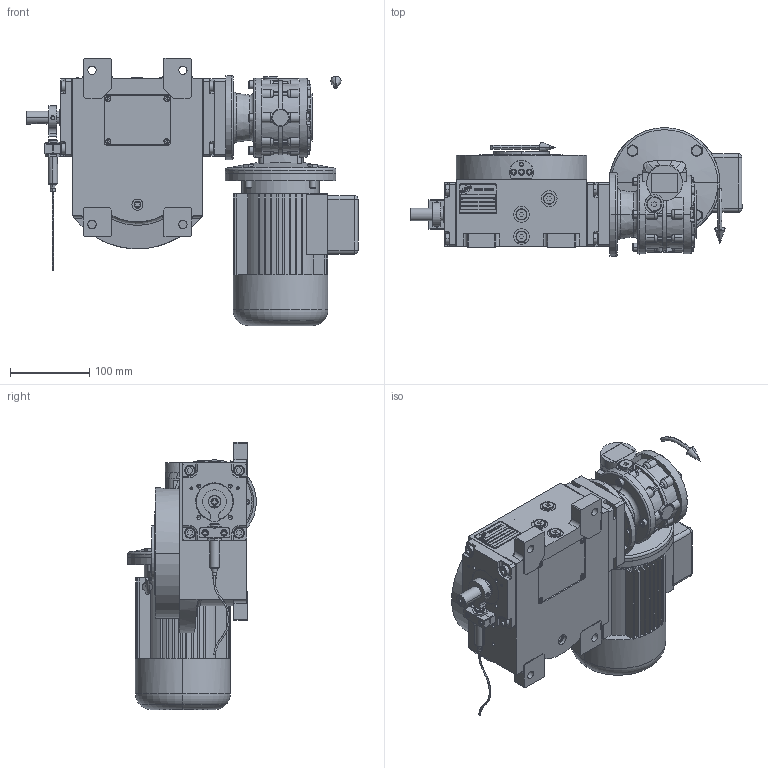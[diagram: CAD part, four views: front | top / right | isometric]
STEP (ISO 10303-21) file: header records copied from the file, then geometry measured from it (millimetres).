
FILE_DESCRIPTION (( 'STEP AP203' ), '1' );
FILE_NAME ('PC5200460.step', '2024-06-28T13:06:11', ( '' ), ( '' ), 'SwSTEP 2.0', 'SolidWorks 2020', '' );
FILE_SCHEMA (( 'CONFIG_CONTROL_DESIGN' ));
Length unit declared in the file: millimetre
Products named in the file (81): cfn2128_04_011; AS_rig04_004; cfn2000_01_147; cfn2107_01_001; cfn2000_01_129; cfn2276_01_065; CFN2356_03_051.stp; RIG04_005_ASM.stp; cfn2010_01_015.prt; rig04_001_a; cfn2155_01_055; RIG04_005_AF0.stp; cfn2128_05_006; AS_900_38_30_003; cfn2151_01_092; AS_rig04_015; cfn2115_02_213; cfn2077_01_018; AS_rig04_002_bl_011; CFN2104_02_017.stp; cfn2155_01_038; 900_38_30_003; AS_rig04_004_s_002; cfn2073_01_011; CFN2010_02_002.stp; rig04_004_s_002; cfn2104_01_016; RIG06_021_AF0.stp; CFN2223_01-390X6-B.stp; AS_cfn2476_01_001_48x38; rig04_007_master; CFN2000_01_185.stp; rig04_015; freccia_angolare; cfn2115_02_068; cfn2401_01_003; freccia_angolare_albero; rig04_003_6; AS_900_38_11_14_4; rig04_004 ...
Assembly tree (75 placements, depth 5):
  cfn2276_01_065
  CFN2356_03_051.stp
  cfn2151_01_092
  cfn2115_02_213
  cfn2077_01_018
Bounding box: 420 x 163 x 338 mm (x, y, z)
Volume: 4044822.6 mm3; surface area: 799802 mm2
Topology: 78 solids, 80 shells, 3699 faces, 9307 edges, 5943 vertices
Faces by surface type: plane 1813, cylinder 1216, cone 504, torus 136, bspline 20, sphere 10
Entity records: 127236 total; most frequent: CARTESIAN_POINT 32256, DIRECTION 18152, ORIENTED_EDGE 17884, EDGE_CURVE 8944, AXIS2_PLACEMENT_3D 6494, VERTEX_POINT 5774, VECTOR 5164, LINE 5164
